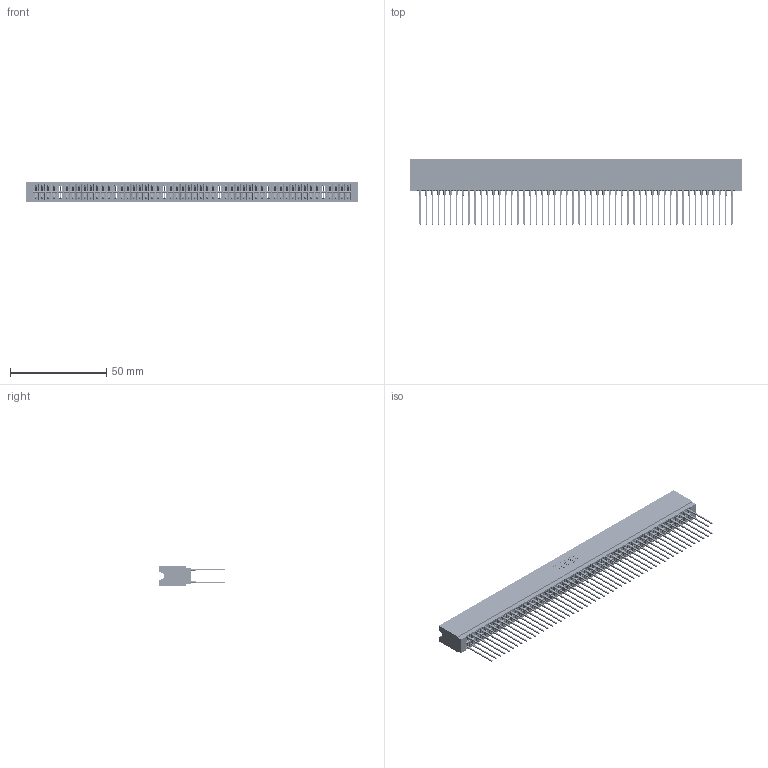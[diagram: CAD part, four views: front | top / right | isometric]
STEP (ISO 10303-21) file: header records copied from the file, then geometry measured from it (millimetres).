
FILE_DESCRIPTION (( 'STEP AP203' ), '1' );
FILE_NAME ('746-104-553-606.STEP', '2026-03-04T23:27:42', ( '' ), ( '' ), 'SwSTEP 2.0', 'SolidWorks 2023', '' );
FILE_SCHEMA (( 'CONFIG_CONTROL_DESIGN' ));
Length unit declared in the file: millimetre
Products named in the file (3): 746-104-553-606; 746-292-001_553; 746 Part_.340 Slot Depth - 06
Assembly tree (105 placements, depth 2):
  746-104-553-606
    746 Part_.340 Slot Depth - 06
    746-292-001_553  x104
Bounding box: 172.34 x 34.2 x 9.91 mm (x, y, z)
Volume: 20207.5 mm3; surface area: 31989 mm2
Topology: 105 solids, 105 shells, 9406 faces, 25849 edges, 16451 vertices
Faces by surface type: plane 4840, bspline 2080, cylinder 1862, torus 624
Entity records: 78849 total; most frequent: CARTESIAN_POINT 15588, ORIENTED_EDGE 13588, DIRECTION 11328, EDGE_CURVE 6794, LINE 6090, VECTOR 6090, VERTEX_POINT 4503, AXIS2_PLACEMENT_3D 2619
